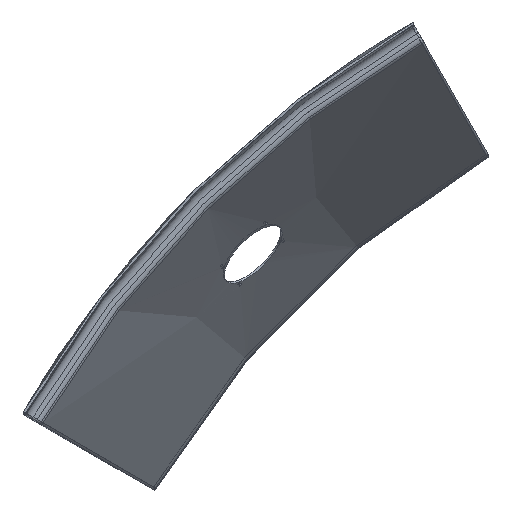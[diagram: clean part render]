
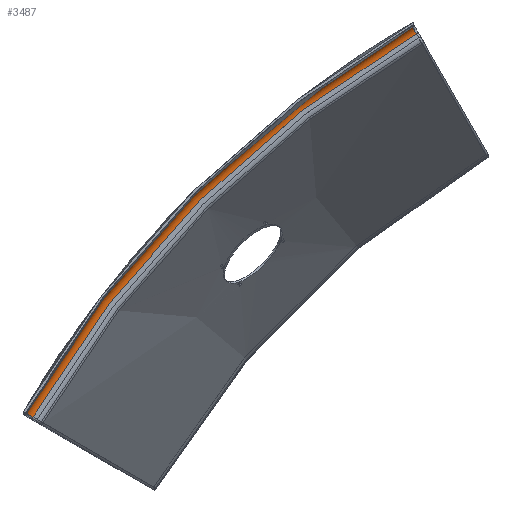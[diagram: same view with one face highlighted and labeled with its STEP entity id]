
A CAD part, top view. The second image highlights one B-rep face of the part: STEP entity #3487.
In plain terms, the highlighted toroidal (fillet/blend) face has major radius 1420 mm and minor radius 10 mm.
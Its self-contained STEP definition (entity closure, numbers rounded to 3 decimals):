
#2703=CARTESIAN_POINT('',(-720.179,1235.412,660.0));
#2704=VERTEX_POINT('',#2703);
#3217=CARTESIAN_POINT('',(-715.19,1226.745,650.0));
#3218=VERTEX_POINT('',#3217);
#3269=CARTESIAN_POINT('',(-720.179,1235.412,660.0));
#3270=CARTESIAN_POINT('',(-720.179,1235.412,658.504));
#3271=CARTESIAN_POINT('',(-719.837,1234.818,655.518));
#3272=CARTESIAN_POINT('',(-718.168,1231.919,651.312));
#3273=CARTESIAN_POINT('',(-716.309,1228.69,650.));
#3274=CARTESIAN_POINT('',(-715.19,1226.745,650.));
#3275=B_SPLINE_CURVE_WITH_KNOTS('',3,(#3269,#3270,#3271,#3272,#3273,#3274),.UNSPECIFIED.,.F.,.U.,(4,1,1,4),(-2.042,-1.459,-0.875,0.0),.UNSPECIFIED.);
#3276=EDGE_CURVE('',#2704,#3218,#3275,.T.);
#3441=CARTESIAN_POINT('',(-1226.745,715.19,650.0));
#3442=VERTEX_POINT('',#3441);
#3443=CARTESIAN_POINT('',(0.,0.,650.0));
#3444=DIRECTION('',(0.,0.,-1.0));
#3445=DIRECTION('',(-0.707,0.707,0.));
#3446=AXIS2_PLACEMENT_3D('',#3443,#3444,#3445);
#3447=CIRCLE('',#3446,1420.);
#3448=EDGE_CURVE('',#3442,#3218,#3447,.T.);
#3460=CARTESIAN_POINT('',(0.0,0.0,660.0));
#3461=DIRECTION('',(0.,0.,-1.0));
#3462=DIRECTION('',(-1.0,0.0,0.0));
#3463=AXIS2_PLACEMENT_3D('',#3460,#3461,#3462);
#3464=TOROIDAL_SURFACE('',#3463,1420.,10.0);
#3465=ORIENTED_EDGE('',*,*,#3276,.F.);
#3466=CARTESIAN_POINT('',(-1235.412,720.179,660.0));
#3467=VERTEX_POINT('',#3466);
#3468=CARTESIAN_POINT('',(0.0,0.0,660.0));
#3469=DIRECTION('',(0.,0.,1.0));
#3470=DIRECTION('',(-0.707,0.707,0.));
#3471=AXIS2_PLACEMENT_3D('',#3468,#3469,#3470);
#3472=CIRCLE('',#3471,1430.);
#3473=EDGE_CURVE('',#2704,#3467,#3472,.T.);
#3474=ORIENTED_EDGE('',*,*,#3473,.T.);
#3475=CARTESIAN_POINT('',(-1226.745,715.19,650.));
#3476=CARTESIAN_POINT('',(-1228.042,715.936,650.));
#3477=CARTESIAN_POINT('',(-1230.63,717.426,650.685));
#3478=CARTESIAN_POINT('',(-1234.274,719.524,654.03));
#3479=CARTESIAN_POINT('',(-1235.412,720.179,657.756));
#3480=CARTESIAN_POINT('',(-1235.412,720.179,660.));
#3481=B_SPLINE_CURVE_WITH_KNOTS('',3,(#3475,#3476,#3477,#3478,#3479,#3480),.UNSPECIFIED.,.F.,.U.,(4,1,1,4),(-2.042,-1.459,-0.875,0.0),.UNSPECIFIED.);
#3482=EDGE_CURVE('',#3442,#3467,#3481,.T.);
#3483=ORIENTED_EDGE('',*,*,#3482,.F.);
#3484=ORIENTED_EDGE('',*,*,#3448,.T.);
#3485=EDGE_LOOP('',(#3465,#3474,#3483,#3484));
#3486=FACE_OUTER_BOUND('',#3485,.T.);
#3487=ADVANCED_FACE('',(#3486),#3464,.F.);
